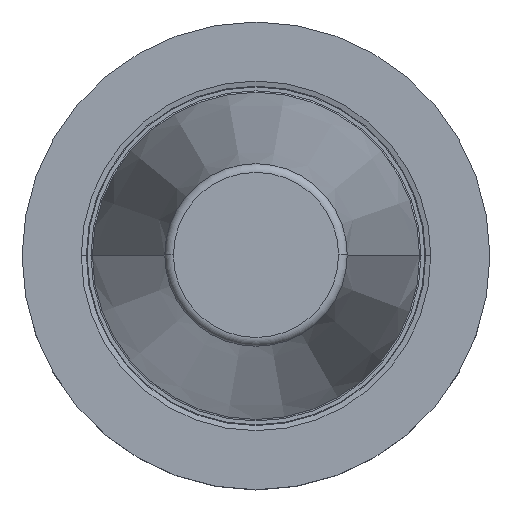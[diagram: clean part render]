
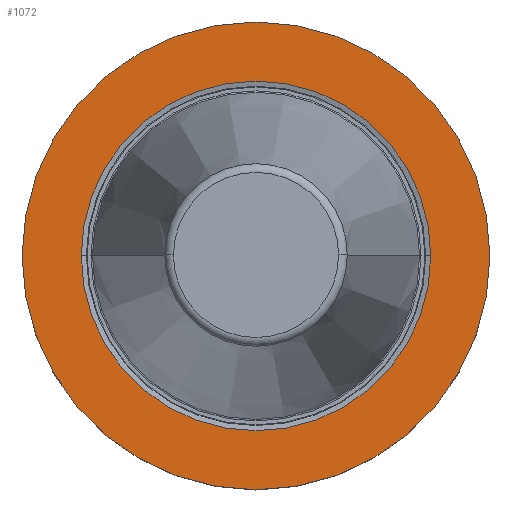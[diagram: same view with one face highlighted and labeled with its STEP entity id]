
A CAD part, top view. The second image highlights one B-rep face of the part: STEP entity #1072.
In plain terms, the highlighted planar face has unit normal (0, 0, 1).
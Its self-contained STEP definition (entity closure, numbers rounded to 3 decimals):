
#83=CARTESIAN_POINT('',(0.,0.,-3.2));
#84=DIRECTION('',(0.,0.,-1.));
#85=DIRECTION('',(-1.,0.,0.));
#86=AXIS2_PLACEMENT_3D('',#83,#84,#85);
#91=CARTESIAN_POINT('',(0.,0.,-3.2));
#92=DIRECTION('',(0.,0.,-1.));
#93=DIRECTION('',(1.,0.,0.));
#94=AXIS2_PLACEMENT_3D('',#91,#92,#93);
#99=CARTESIAN_POINT('',(0.,0.,-3.2));
#100=DIRECTION('',(0.,0.,1.));
#101=DIRECTION('',(1.,0.,0.));
#102=AXIS2_PLACEMENT_3D('',#99,#100,#101);
#107=CARTESIAN_POINT('',(0.,0.,-3.2));
#108=DIRECTION('',(0.,0.,1.));
#109=DIRECTION('',(-1.,0.,0.));
#110=AXIS2_PLACEMENT_3D('',#107,#108,#109);
#879=CARTESIAN_POINT('',(-31.775,0.,-3.2));
#880=VERTEX_POINT('',#879);
#881=CARTESIAN_POINT('',(31.775,0.,-3.2));
#882=VERTEX_POINT('',#881);
#887=CARTESIAN_POINT('',(23.746,0.,-3.2));
#888=CARTESIAN_POINT('',(-23.746,0.,-3.2));
#889=VERTEX_POINT('',#887);
#890=VERTEX_POINT('',#888);
#1057=CARTESIAN_POINT('',(0.,0.,-3.2));
#1058=DIRECTION('',(0.,0.,-1.));
#1059=DIRECTION('',(-1.,0.,0.));
#1060=AXIS2_PLACEMENT_3D('',#1057,#1058,#1059);
#1061=PLANE('',#1060);
#1062=ORIENTED_EDGE('',*,*,#1051,.T.);
#1063=ORIENTED_EDGE('',*,*,#1008,.T.);
#1064=EDGE_LOOP('',(#1062,#1063));
#1065=FACE_OUTER_BOUND('',#1064,.F.);
#1067=ORIENTED_EDGE('',*,*,#1066,.T.);
#1069=ORIENTED_EDGE('',*,*,#1068,.T.);
#1070=EDGE_LOOP('',(#1067,#1069));
#1071=FACE_BOUND('',#1070,.F.);
#1072=ADVANCED_FACE('',(#1065,#1071),#1061,.F.);
#87=CIRCLE('',#86,31.775);
#95=CIRCLE('',#94,31.775);
#103=CIRCLE('',#102,23.746);
#111=CIRCLE('',#110,23.746);
#1008=EDGE_CURVE('',#882,#880,#95,.T.);
#1051=EDGE_CURVE('',#880,#882,#87,.T.);
#1066=EDGE_CURVE('',#889,#890,#103,.T.);
#1068=EDGE_CURVE('',#890,#889,#111,.T.);
